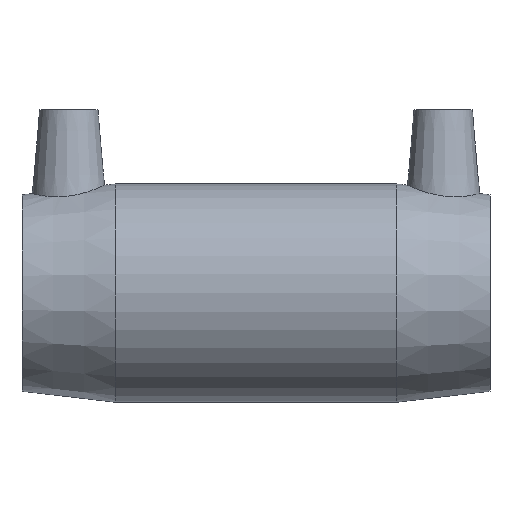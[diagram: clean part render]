
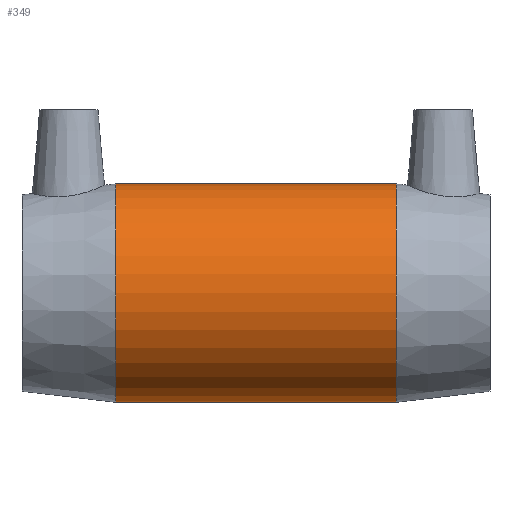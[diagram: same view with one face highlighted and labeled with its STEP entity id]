
A CAD part, top view. The second image highlights one B-rep face of the part: STEP entity #349.
In plain terms, the highlighted cylindrical face has radius 28 mm (diameter 56 mm), a full revolution.
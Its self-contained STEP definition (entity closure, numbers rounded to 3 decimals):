
#47=FACE_BOUND('',#155,.T.);
#48=FACE_BOUND('',#156,.T.);
#79=CIRCLE('',#395,28.);
#80=CIRCLE('',#396,28.);
#110=FACE_OUTER_BOUND('',#154,.T.);
#154=EDGE_LOOP('',(#286));
#155=EDGE_LOOP('',(#287));
#156=EDGE_LOOP('',(#288));
#191=B_SPLINE_CURVE_WITH_KNOTS('',3,(#605,#606,#607,#608,#609,#610,#611,
#612,#613,#614,#615,#616,#617,#618,#619,#620,#621,#622,#623,#624,#625,#626,
#627,#628,#629,#630,#631,#632,#633,#634,#635,#636,#637,#638,#639,#640,#641,
#642,#643,#644,#645,#646,#647,#648,#649,#650,#651,#652,#653,#654,#655,#656,
#657,#658,#659,#660,#661,#662),.UNSPECIFIED.,.T.,.F.,(4,2,2,2,2,2,2,2,2,
2,2,2,2,2,2,2,2,2,2,2,2,2,2,2,2,2,2,2,4),(0.,0.311,0.621,
1.242,1.551,1.86,2.169,2.478,
2.787,3.096,3.405,3.714,4.336,
4.646,4.957,5.267,5.578,6.199,
6.508,6.817,7.126,7.435,7.744,
8.053,8.362,8.671,9.293,9.603,
9.914),.UNSPECIFIED.);
#197=VERTEX_POINT('',#604);
#210=VERTEX_POINT('',#767);
#211=VERTEX_POINT('',#769);
#229=EDGE_CURVE('',#197,#197,#191,.T.);
#242=EDGE_CURVE('',#210,#210,#79,.T.);
#243=EDGE_CURVE('',#211,#211,#80,.T.);
#286=ORIENTED_EDGE('',*,*,#242,.F.);
#287=ORIENTED_EDGE('',*,*,#229,.T.);
#288=ORIENTED_EDGE('',*,*,#243,.T.);
#328=CYLINDRICAL_SURFACE('',#394,28.);
#349=ADVANCED_FACE('',(#110,#47,#48),#328,.T.);
#394=AXIS2_PLACEMENT_3D('',#766,#482,#483);
#395=AXIS2_PLACEMENT_3D('',#768,#484,#485);
#396=AXIS2_PLACEMENT_3D('',#770,#486,#487);
#482=DIRECTION('center_axis',(1.,0.,0.));
#483=DIRECTION('ref_axis',(0.,1.,0.));
#484=DIRECTION('center_axis',(1.,0.,0.));
#485=DIRECTION('ref_axis',(0.,0.,-1.));
#486=DIRECTION('center_axis',(1.,0.,0.));
#487=DIRECTION('ref_axis',(0.,0.,-1.));
#604=CARTESIAN_POINT('',(0.,-16.,-22.978));
#605=CARTESIAN_POINT('Ctrl Pts',(0.,-16.,-22.978));
#606=CARTESIAN_POINT('Ctrl Pts',(1.035,-16.,-22.978));
#607=CARTESIAN_POINT('Ctrl Pts',(2.095,-15.898,-23.05));
#608=CARTESIAN_POINT('Ctrl Pts',(4.182,-15.48,-23.333));
#609=CARTESIAN_POINT('Ctrl Pts',(5.211,-15.165,-23.543));
#610=CARTESIAN_POINT('Ctrl Pts',(8.151,-13.931,-24.308));
#611=CARTESIAN_POINT('Ctrl Pts',(9.916,-12.711,-24.995));
#612=CARTESIAN_POINT('Ctrl Pts',(12.009,-10.618,-25.92));
#613=CARTESIAN_POINT('Ctrl Pts',(12.666,-9.831,-26.233));
#614=CARTESIAN_POINT('Ctrl Pts',(13.832,-8.109,-26.816));
#615=CARTESIAN_POINT('Ctrl Pts',(14.342,-7.173,-27.084));
#616=CARTESIAN_POINT('Ctrl Pts',(15.166,-5.208,-27.53));
#617=CARTESIAN_POINT('Ctrl Pts',(15.482,-4.177,-27.707));
#618=CARTESIAN_POINT('Ctrl Pts',(15.899,-2.088,-27.942));
#619=CARTESIAN_POINT('Ctrl Pts',(16.,-1.03,-28.));
#620=CARTESIAN_POINT('Ctrl Pts',(16.,1.03,-28.));
#621=CARTESIAN_POINT('Ctrl Pts',(15.899,2.088,-27.942));
#622=CARTESIAN_POINT('Ctrl Pts',(15.482,4.177,-27.707));
#623=CARTESIAN_POINT('Ctrl Pts',(15.166,5.208,-27.53));
#624=CARTESIAN_POINT('Ctrl Pts',(14.342,7.173,-27.084));
#625=CARTESIAN_POINT('Ctrl Pts',(13.832,8.109,-26.816));
#626=CARTESIAN_POINT('Ctrl Pts',(12.666,9.831,-26.233));
#627=CARTESIAN_POINT('Ctrl Pts',(12.009,10.618,-25.92));
#628=CARTESIAN_POINT('Ctrl Pts',(9.916,12.711,-24.995));
#629=CARTESIAN_POINT('Ctrl Pts',(8.151,13.931,-24.308));
#630=CARTESIAN_POINT('Ctrl Pts',(5.211,15.165,-23.543));
#631=CARTESIAN_POINT('Ctrl Pts',(4.182,15.48,-23.333));
#632=CARTESIAN_POINT('Ctrl Pts',(2.095,15.898,-23.05));
#633=CARTESIAN_POINT('Ctrl Pts',(1.035,16.,-22.978));
#634=CARTESIAN_POINT('Ctrl Pts',(-1.035,16.,-22.978));
#635=CARTESIAN_POINT('Ctrl Pts',(-2.095,15.898,-23.05));
#636=CARTESIAN_POINT('Ctrl Pts',(-4.182,15.48,-23.333));
#637=CARTESIAN_POINT('Ctrl Pts',(-5.211,15.165,-23.543));
#638=CARTESIAN_POINT('Ctrl Pts',(-8.151,13.931,-24.308));
#639=CARTESIAN_POINT('Ctrl Pts',(-9.916,12.711,-24.995));
#640=CARTESIAN_POINT('Ctrl Pts',(-12.009,10.618,-25.92));
#641=CARTESIAN_POINT('Ctrl Pts',(-12.666,9.831,-26.233));
#642=CARTESIAN_POINT('Ctrl Pts',(-13.832,8.109,-26.816));
#643=CARTESIAN_POINT('Ctrl Pts',(-14.342,7.173,-27.084));
#644=CARTESIAN_POINT('Ctrl Pts',(-15.166,5.208,-27.53));
#645=CARTESIAN_POINT('Ctrl Pts',(-15.482,4.177,-27.707));
#646=CARTESIAN_POINT('Ctrl Pts',(-15.899,2.088,-27.942));
#647=CARTESIAN_POINT('Ctrl Pts',(-16.,1.03,-28.));
#648=CARTESIAN_POINT('Ctrl Pts',(-16.,-1.03,-28.));
#649=CARTESIAN_POINT('Ctrl Pts',(-15.899,-2.088,-27.942));
#650=CARTESIAN_POINT('Ctrl Pts',(-15.482,-4.177,-27.707));
#651=CARTESIAN_POINT('Ctrl Pts',(-15.166,-5.208,-27.53));
#652=CARTESIAN_POINT('Ctrl Pts',(-14.342,-7.173,-27.084));
#653=CARTESIAN_POINT('Ctrl Pts',(-13.832,-8.109,-26.816));
#654=CARTESIAN_POINT('Ctrl Pts',(-12.666,-9.831,-26.233));
#655=CARTESIAN_POINT('Ctrl Pts',(-12.009,-10.618,-25.92));
#656=CARTESIAN_POINT('Ctrl Pts',(-9.916,-12.711,-24.995));
#657=CARTESIAN_POINT('Ctrl Pts',(-8.151,-13.931,-24.308));
#658=CARTESIAN_POINT('Ctrl Pts',(-5.211,-15.165,-23.543));
#659=CARTESIAN_POINT('Ctrl Pts',(-4.182,-15.48,-23.333));
#660=CARTESIAN_POINT('Ctrl Pts',(-2.095,-15.898,-23.05));
#661=CARTESIAN_POINT('Ctrl Pts',(-1.035,-16.,-22.978));
#662=CARTESIAN_POINT('Ctrl Pts',(0.,-16.,-22.978));
#766=CARTESIAN_POINT('Origin',(0.,0.,0.));
#767=CARTESIAN_POINT('',(36.,28.,0.));
#768=CARTESIAN_POINT('Origin',(36.,0.,0.));
#769=CARTESIAN_POINT('',(-36.,28.,0.));
#770=CARTESIAN_POINT('Origin',(-36.,0.,0.));
